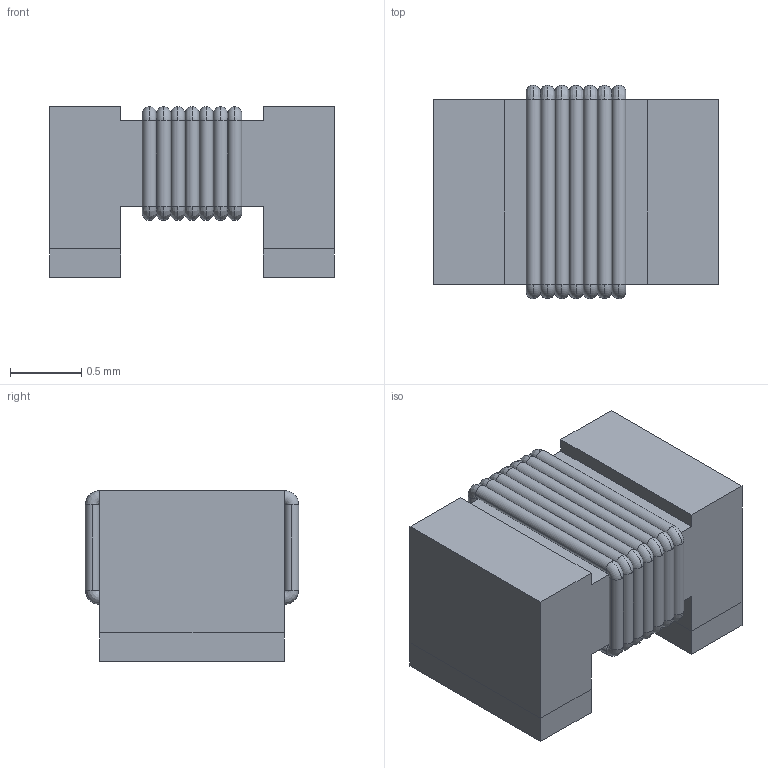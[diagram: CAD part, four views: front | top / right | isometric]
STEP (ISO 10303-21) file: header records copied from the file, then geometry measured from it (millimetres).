
FILE_DESCRIPTION((''),'2;1');
FILE_NAME('IND_EPCOS_B82498F_Part1.stp','2014-12-08T09:59:40',(''),(''),'Mechanical Desktop 2011','Mechanical Desktop 2011',', , ');
FILE_SCHEMA(('AUTOMOTIVE_DESIGN { 1 2 10303 214 1 1 1 1 }'));
Length unit declared in the file: millimetre
Products named in the file (1): Product
Bounding box: 2 x 1.5 x 1.2 mm (x, y, z)
Volume: 2.6 mm3; surface area: 25.1 mm2
Topology: 10 solids, 10 shells, 138 faces, 424 edges, 236 vertices
Faces by surface type: cylinder 56, bspline 47, plane 21, torus 14
Entity records: 7690 total; most frequent: CARTESIAN_POINT 4118, DIRECTION 804, ORIENTED_EDGE 736, EDGE_CURVE 368, AXIS2_PLACEMENT_3D 344, CIRCLE 252, VERTEX_POINT 236, EDGE_LOOP 138
